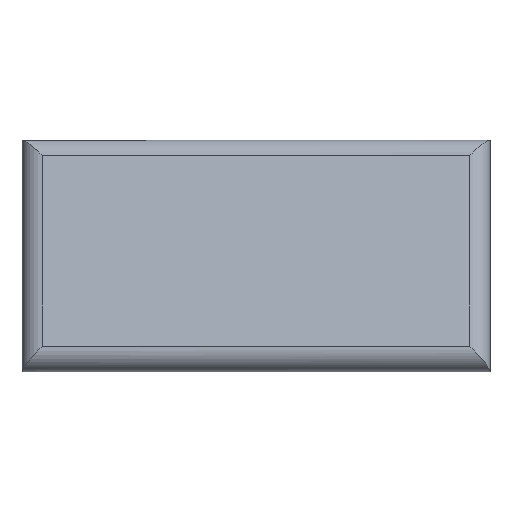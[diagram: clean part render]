
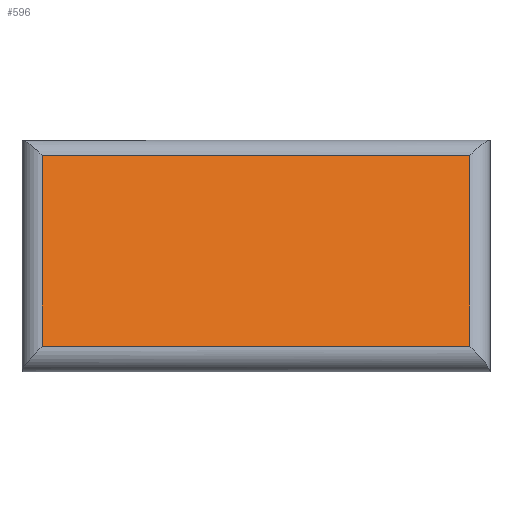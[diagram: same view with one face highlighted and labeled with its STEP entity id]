
A CAD part, front view. The second image highlights one B-rep face of the part: STEP entity #596.
In plain terms, the highlighted planar face has unit normal (0, -0.966, 0.259).
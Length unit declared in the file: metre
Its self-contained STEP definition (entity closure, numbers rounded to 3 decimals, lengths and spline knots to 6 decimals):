
#120=ORIENTED_EDGE('',*,*,#286,.T.);
#121=ORIENTED_EDGE('',*,*,#287,.T.);
#122=ORIENTED_EDGE('',*,*,#288,.T.);
#123=ORIENTED_EDGE('',*,*,#289,.T.);
#286=EDGE_CURVE('',#368,#369,#418,.T.);
#287=EDGE_CURVE('',#369,#370,#419,.F.);
#288=EDGE_CURVE('',#370,#371,#420,.F.);
#289=EDGE_CURVE('',#371,#368,#421,.F.);
#368=VERTEX_POINT('',#988);
#369=VERTEX_POINT('',#989);
#370=VERTEX_POINT('',#991);
#371=VERTEX_POINT('',#993);
#418=LINE('',#987,#468);
#419=LINE('',#990,#469);
#420=LINE('',#992,#470);
#421=LINE('',#994,#471);
#468=VECTOR('',#774,1.);
#469=VECTOR('',#775,1.);
#470=VECTOR('',#776,1.);
#471=VECTOR('',#777,1.);
#500=EDGE_LOOP('',(#120,#121,#122,#123));
#542=FACE_BOUND('',#500,.T.);
#583=PLANE('',#656);
#596=ADVANCED_FACE('',(#542),#583,.T.);
#656=AXIS2_PLACEMENT_3D('',#986,#772,#773);
#772=DIRECTION('',(0.,-0.966,0.259));
#773=DIRECTION('',(0.,-0.259,-0.966));
#774=DIRECTION('',(-1.,0.,0.));
#775=DIRECTION('',(0.,0.259,0.966));
#776=DIRECTION('',(-1.,0.,0.));
#777=DIRECTION('',(0.,-0.259,-0.966));
#986=CARTESIAN_POINT('',(0.106877,-0.172224,0.029022));
#987=CARTESIAN_POINT('',(0.106877,-0.165741,0.053215));
#988=CARTESIAN_POINT('',(-0.005,-0.165741,0.053215));
#989=CARTESIAN_POINT('',(-0.11,-0.165741,0.053215));
#990=CARTESIAN_POINT('',(-0.11,-0.18,0.));
#991=CARTESIAN_POINT('',(-0.11,-0.178314,0.006294));
#992=CARTESIAN_POINT('',(0.,-0.178314,0.006294));
#993=CARTESIAN_POINT('',(-0.005,-0.178314,0.006294));
#994=CARTESIAN_POINT('',(-0.005,-0.172224,0.029022));
